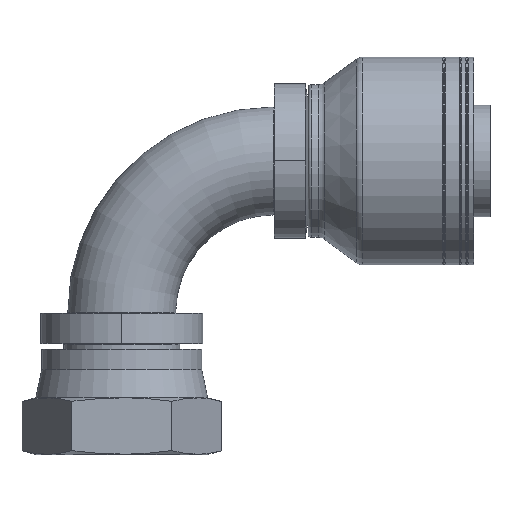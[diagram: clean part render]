
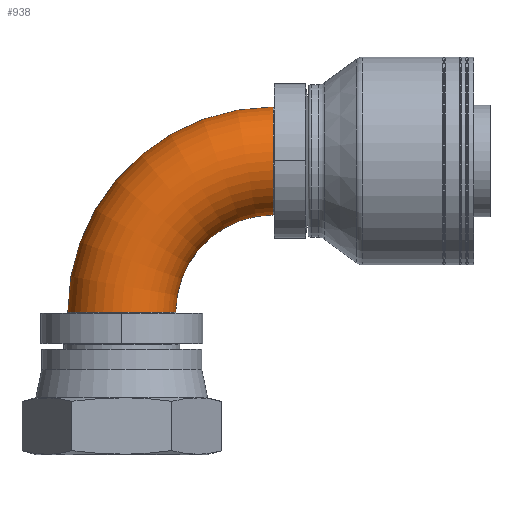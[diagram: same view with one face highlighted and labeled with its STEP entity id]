
A CAD part, top view. The second image highlights one B-rep face of the part: STEP entity #938.
In plain terms, the highlighted toroidal (fillet/blend) face has major radius 44.5 mm and minor radius 15.875 mm.
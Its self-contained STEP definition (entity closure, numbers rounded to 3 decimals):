
#713=CARTESIAN_POINT('',(-50.8,-44.5,0.));
#714=DIRECTION('',(0.,-1.,0.));
#715=DIRECTION('',(1.,0.,0.));
#716=AXIS2_PLACEMENT_3D('',#713,#714,#715);
#722=CARTESIAN_POINT('',(-6.3,0.,0.));
#723=DIRECTION('',(-1.,0.,0.));
#724=DIRECTION('',(0.,-1.,0.));
#725=AXIS2_PLACEMENT_3D('',#722,#723,#724);
#727=CARTESIAN_POINT('',(-6.3,-44.5,0.));
#728=DIRECTION('',(0.,0.,1.));
#729=DIRECTION('',(0.,1.,0.));
#730=AXIS2_PLACEMENT_3D('',#727,#728,#729);
#745=CARTESIAN_POINT('',(-6.3,-44.5,0.));
#746=DIRECTION('',(0.,0.,1.));
#747=DIRECTION('',(0.,1.,0.));
#748=AXIS2_PLACEMENT_3D('',#745,#746,#747);
#779=CARTESIAN_POINT('',(-6.3,-15.875,0.));
#780=CARTESIAN_POINT('',(-6.3,15.875,0.));
#781=VERTEX_POINT('',#779);
#782=VERTEX_POINT('',#780);
#787=CARTESIAN_POINT('',(-34.925,-44.5,0.));
#788=CARTESIAN_POINT('',(-66.675,-44.5,0.));
#789=VERTEX_POINT('',#787);
#790=VERTEX_POINT('',#788);
#924=CARTESIAN_POINT('',(-6.3,-44.5,0.));
#925=DIRECTION('',(0.,0.,1.));
#926=DIRECTION('',(0.,-1.,0.));
#927=AXIS2_PLACEMENT_3D('',#924,#925,#926);
#928=TOROIDAL_SURFACE('',#927,44.5,15.875);
#930=ORIENTED_EDGE('',*,*,#929,.F.);
#932=ORIENTED_EDGE('',*,*,#931,.T.);
#933=ORIENTED_EDGE('',*,*,#914,.T.);
#935=ORIENTED_EDGE('',*,*,#934,.F.);
#936=EDGE_LOOP('',(#930,#932,#933,#935));
#937=FACE_OUTER_BOUND('',#936,.F.);
#717=CIRCLE('',#716,15.875);
#726=CIRCLE('',#725,15.875);
#731=CIRCLE('',#730,28.625);
#749=CIRCLE('',#748,60.375);
#914=EDGE_CURVE('',#789,#790,#717,.T.);
#929=EDGE_CURVE('',#781,#782,#726,.T.);
#931=EDGE_CURVE('',#781,#789,#731,.T.);
#934=EDGE_CURVE('',#782,#790,#749,.T.);
#938=ADVANCED_FACE('',(#937),#928,.T.);
